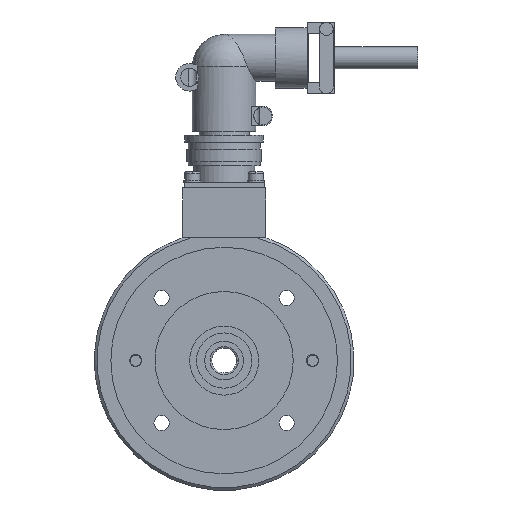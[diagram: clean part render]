
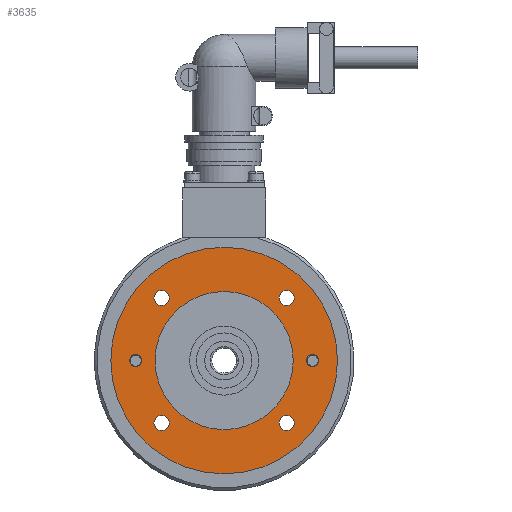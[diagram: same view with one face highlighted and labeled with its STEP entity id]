
A CAD part, left-side view. The second image highlights one B-rep face of the part: STEP entity #3635.
In plain terms, the highlighted face is planar.
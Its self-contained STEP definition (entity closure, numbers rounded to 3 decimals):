
#3095=CARTESIAN_POINT('',(2.375,25.0,0.0));
#3096=VERTEX_POINT('',#3095);
#3112=CARTESIAN_POINT('',(2.375,-25.0,0.));
#3113=VERTEX_POINT('',#3112);
#3120=CARTESIAN_POINT('',(2.375,0.0,0.0));
#3121=DIRECTION('',(1.0,0.0,0.0));
#3122=DIRECTION('',(0.0,1.0,0.0));
#3123=AXIS2_PLACEMENT_3D('',#3120,#3121,#3122);
#3124=CIRCLE('',#3123,25.0);
#3125=EDGE_CURVE('',#3113,#3096,#3124,.T.);
#3135=CARTESIAN_POINT('',(2.375,41.0,0.0));
#3136=VERTEX_POINT('',#3135);
#3145=CARTESIAN_POINT('',(2.375,-41.0,0.));
#3146=VERTEX_POINT('',#3145);
#3147=CARTESIAN_POINT('',(2.375,0.0,0.0));
#3148=DIRECTION('',(1.0,0.0,0.0));
#3149=DIRECTION('',(0.0,1.0,0.0));
#3150=AXIS2_PLACEMENT_3D('',#3147,#3148,#3149);
#3151=CIRCLE('',#3150,41.0);
#3152=EDGE_CURVE('',#3146,#3136,#3151,.T.);
#3177=CARTESIAN_POINT('',(2.375,22.627,19.877));
#3178=VERTEX_POINT('',#3177);
#3187=CARTESIAN_POINT('',(2.375,22.627,25.377));
#3188=VERTEX_POINT('',#3187);
#3189=CARTESIAN_POINT('',(2.375,22.627,22.627));
#3190=DIRECTION('',(-1.0,0.0,0.0));
#3191=DIRECTION('',(0.0,0.0,-1.0));
#3192=AXIS2_PLACEMENT_3D('',#3189,#3190,#3191);
#3193=CIRCLE('',#3192,2.75);
#3194=EDGE_CURVE('',#3188,#3178,#3193,.T.);
#3219=CARTESIAN_POINT('',(2.375,19.877,-22.627));
#3220=VERTEX_POINT('',#3219);
#3229=CARTESIAN_POINT('',(2.375,25.377,-22.627));
#3230=VERTEX_POINT('',#3229);
#3231=CARTESIAN_POINT('',(2.375,22.627,-22.627));
#3232=DIRECTION('',(-1.0,0.0,0.0));
#3233=DIRECTION('',(0.0,-1.0,0.0));
#3234=AXIS2_PLACEMENT_3D('',#3231,#3232,#3233);
#3235=CIRCLE('',#3234,2.75);
#3236=EDGE_CURVE('',#3230,#3220,#3235,.T.);
#3261=CARTESIAN_POINT('',(2.375,-22.627,-19.877));
#3262=VERTEX_POINT('',#3261);
#3271=CARTESIAN_POINT('',(2.375,-22.627,-25.377));
#3272=VERTEX_POINT('',#3271);
#3273=CARTESIAN_POINT('',(2.375,-22.627,-22.627));
#3274=DIRECTION('',(-1.0,0.0,0.0));
#3275=DIRECTION('',(0.0,0.0,1.0));
#3276=AXIS2_PLACEMENT_3D('',#3273,#3274,#3275);
#3277=CIRCLE('',#3276,2.75);
#3278=EDGE_CURVE('',#3272,#3262,#3277,.T.);
#3303=CARTESIAN_POINT('',(2.375,-19.877,22.627));
#3304=VERTEX_POINT('',#3303);
#3313=CARTESIAN_POINT('',(2.375,-25.377,22.627));
#3314=VERTEX_POINT('',#3313);
#3315=CARTESIAN_POINT('',(2.375,-22.627,22.627));
#3316=DIRECTION('',(-1.0,0.0,0.0));
#3317=DIRECTION('',(0.0,1.0,0.0));
#3318=AXIS2_PLACEMENT_3D('',#3315,#3316,#3317);
#3319=CIRCLE('',#3318,2.75);
#3320=EDGE_CURVE('',#3314,#3304,#3319,.T.);
#3345=CARTESIAN_POINT('',(2.375,32.0,-2.167));
#3346=VERTEX_POINT('',#3345);
#3355=CARTESIAN_POINT('',(2.375,32.0,2.167));
#3356=VERTEX_POINT('',#3355);
#3357=CARTESIAN_POINT('',(2.375,32.0,0.0));
#3358=DIRECTION('',(-1.0,0.0,0.0));
#3359=DIRECTION('',(0.0,0.0,-1.0));
#3360=AXIS2_PLACEMENT_3D('',#3357,#3358,#3359);
#3361=CIRCLE('',#3360,2.167);
#3362=EDGE_CURVE('',#3356,#3346,#3361,.T.);
#3387=CARTESIAN_POINT('',(2.375,-32.0,2.167));
#3388=VERTEX_POINT('',#3387);
#3397=CARTESIAN_POINT('',(2.375,-32.0,-2.167));
#3398=VERTEX_POINT('',#3397);
#3399=CARTESIAN_POINT('',(2.375,-32.0,0.));
#3400=DIRECTION('',(-1.0,0.0,0.0));
#3401=DIRECTION('',(0.0,0.0,1.0));
#3402=AXIS2_PLACEMENT_3D('',#3399,#3400,#3401);
#3403=CIRCLE('',#3402,2.167);
#3404=EDGE_CURVE('',#3398,#3388,#3403,.T.);
#3438=CARTESIAN_POINT('',(2.375,-32.0,0.));
#3439=DIRECTION('',(-1.0,0.0,0.0));
#3440=DIRECTION('',(0.0,0.0,1.0));
#3441=AXIS2_PLACEMENT_3D('',#3438,#3439,#3440);
#3442=CIRCLE('',#3441,2.167);
#3443=EDGE_CURVE('',#3388,#3398,#3442,.T.);
#3462=CARTESIAN_POINT('',(2.375,32.0,0.0));
#3463=DIRECTION('',(-1.0,0.0,0.0));
#3464=DIRECTION('',(0.0,0.0,-1.0));
#3465=AXIS2_PLACEMENT_3D('',#3462,#3463,#3464);
#3466=CIRCLE('',#3465,2.167);
#3467=EDGE_CURVE('',#3346,#3356,#3466,.T.);
#3486=CARTESIAN_POINT('',(2.375,-22.627,22.627));
#3487=DIRECTION('',(-1.0,0.0,0.0));
#3488=DIRECTION('',(0.0,1.0,0.0));
#3489=AXIS2_PLACEMENT_3D('',#3486,#3487,#3488);
#3490=CIRCLE('',#3489,2.75);
#3491=EDGE_CURVE('',#3304,#3314,#3490,.T.);
#3510=CARTESIAN_POINT('',(2.375,-22.627,-22.627));
#3511=DIRECTION('',(-1.0,0.0,0.0));
#3512=DIRECTION('',(0.0,0.0,1.0));
#3513=AXIS2_PLACEMENT_3D('',#3510,#3511,#3512);
#3514=CIRCLE('',#3513,2.75);
#3515=EDGE_CURVE('',#3262,#3272,#3514,.T.);
#3534=CARTESIAN_POINT('',(2.375,22.627,-22.627));
#3535=DIRECTION('',(-1.0,0.0,0.0));
#3536=DIRECTION('',(0.0,-1.0,0.0));
#3537=AXIS2_PLACEMENT_3D('',#3534,#3535,#3536);
#3538=CIRCLE('',#3537,2.75);
#3539=EDGE_CURVE('',#3220,#3230,#3538,.T.);
#3558=CARTESIAN_POINT('',(2.375,22.627,22.627));
#3559=DIRECTION('',(-1.0,0.0,0.0));
#3560=DIRECTION('',(0.0,0.0,-1.0));
#3561=AXIS2_PLACEMENT_3D('',#3558,#3559,#3560);
#3562=CIRCLE('',#3561,2.75);
#3563=EDGE_CURVE('',#3178,#3188,#3562,.T.);
#3582=CARTESIAN_POINT('',(2.375,0.0,0.0));
#3583=DIRECTION('',(1.0,0.0,0.0));
#3584=DIRECTION('',(0.0,1.0,0.0));
#3585=AXIS2_PLACEMENT_3D('',#3582,#3583,#3584);
#3586=CIRCLE('',#3585,41.0);
#3587=EDGE_CURVE('',#3136,#3146,#3586,.T.);
#3592=CARTESIAN_POINT('',(2.375,33.0,0.0));
#3593=DIRECTION('',(1.0,0.0,0.0));
#3594=DIRECTION('',(0.0,0.0,-1.0));
#3595=AXIS2_PLACEMENT_3D('',#3592,#3593,#3594);
#3596=PLANE('',#3595);
#3597=ORIENTED_EDGE('',*,*,#3587,.T.);
#3598=ORIENTED_EDGE('',*,*,#3152,.T.);
#3599=EDGE_LOOP('',(#3597,#3598));
#3600=FACE_OUTER_BOUND('',#3599,.T.);
#3601=ORIENTED_EDGE('',*,*,#3443,.T.);
#3602=ORIENTED_EDGE('',*,*,#3404,.T.);
#3603=EDGE_LOOP('',(#3601,#3602));
#3604=FACE_BOUND('',#3603,.T.);
#3605=ORIENTED_EDGE('',*,*,#3467,.T.);
#3606=ORIENTED_EDGE('',*,*,#3362,.T.);
#3607=EDGE_LOOP('',(#3605,#3606));
#3608=FACE_BOUND('',#3607,.T.);
#3609=ORIENTED_EDGE('',*,*,#3491,.T.);
#3610=ORIENTED_EDGE('',*,*,#3320,.T.);
#3611=EDGE_LOOP('',(#3609,#3610));
#3612=FACE_BOUND('',#3611,.T.);
#3613=ORIENTED_EDGE('',*,*,#3515,.T.);
#3614=ORIENTED_EDGE('',*,*,#3278,.T.);
#3615=EDGE_LOOP('',(#3613,#3614));
#3616=FACE_BOUND('',#3615,.T.);
#3617=ORIENTED_EDGE('',*,*,#3539,.T.);
#3618=ORIENTED_EDGE('',*,*,#3236,.T.);
#3619=EDGE_LOOP('',(#3617,#3618));
#3620=FACE_BOUND('',#3619,.T.);
#3621=ORIENTED_EDGE('',*,*,#3563,.T.);
#3622=ORIENTED_EDGE('',*,*,#3194,.T.);
#3623=EDGE_LOOP('',(#3621,#3622));
#3624=FACE_BOUND('',#3623,.T.);
#3625=CARTESIAN_POINT('',(2.375,0.0,0.0));
#3626=DIRECTION('',(1.0,0.0,0.0));
#3627=DIRECTION('',(0.0,1.0,0.0));
#3628=AXIS2_PLACEMENT_3D('',#3625,#3626,#3627);
#3629=CIRCLE('',#3628,25.0);
#3630=EDGE_CURVE('',#3096,#3113,#3629,.T.);
#3631=ORIENTED_EDGE('',*,*,#3630,.F.);
#3632=ORIENTED_EDGE('',*,*,#3125,.F.);
#3633=EDGE_LOOP('',(#3631,#3632));
#3634=FACE_BOUND('',#3633,.T.);
#3635=ADVANCED_FACE('',(#3600,#3604,#3608,#3612,#3616,#3620,#3624,#3634),#3596,.T.);
